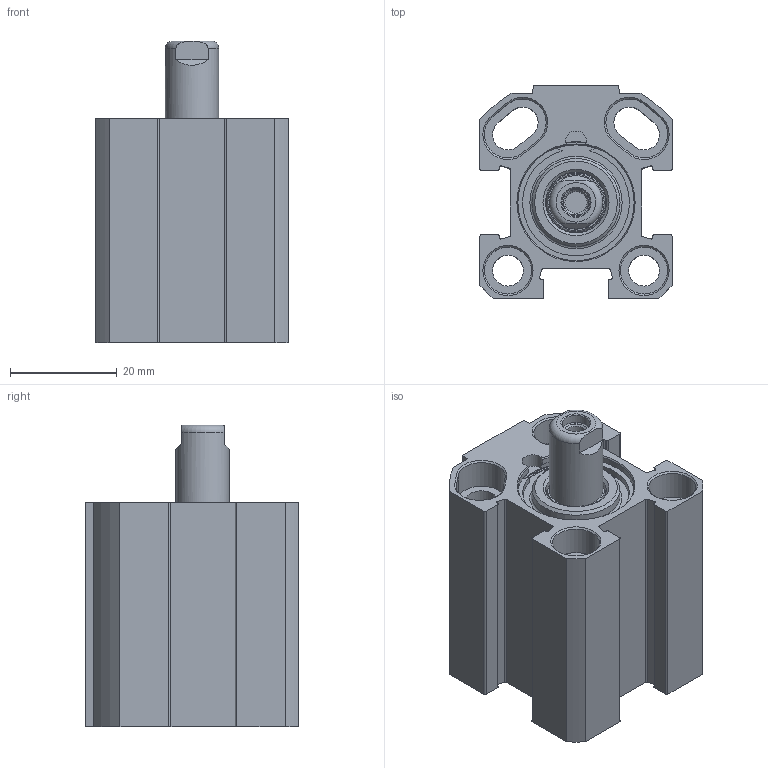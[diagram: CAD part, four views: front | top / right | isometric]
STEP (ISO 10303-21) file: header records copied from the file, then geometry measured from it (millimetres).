
FILE_DESCRIPTION((''),'2;1');
FILE_NAME('FSEM020.010.GS.F.stp','2014-06-30T15:11:03',('carlo.corazza'),(''),'Autodesk Inventor 2012','Autodesk Inventor 2012','');
FILE_SCHEMA(('AUTOMOTIVE_DESIGN { 1 0 10303 214 1 1 1 1 }'));
Length unit declared in the file: millimetre
Products named in the file (5): FSEM020..GS.F; CORPO-010; TP; STELO-010; TA
Assembly tree (4 placements, depth 2):
  FSEM020..GS.F
    CORPO-010
    TP
    STELO-010
    TA
Bounding box: 36 x 40 x 56.5 mm (x, y, z)
Volume: 30567.4 mm3; surface area: 20119.6 mm2
Topology: 6 solids, 6 shells, 216 faces, 514 edges, 330 vertices
Faces by surface type: plane 98, cylinder 76, cone 32, torus 10
Full cylindrical faces by diameter (mm): 1.6 x2, 4.134 x3, 5.25 x1, 5.8 x2, 8.8 x4, 10 x1, 10.48 x1, 11.4 x1, 13.84 x1, 14 x1, 16.5 x1, 17.6 x1, 20 x1, 20.1 x1, 21.6 x5, 22.8 x2
Entity records: 6424 total; most frequent: CARTESIAN_POINT 1159, DIRECTION 1078, ORIENTED_EDGE 882, EDGE_CURVE 441, AXIS2_PLACEMENT_3D 426, VERTEX_POINT 315, EDGE_LOOP 312, VECTOR 226
